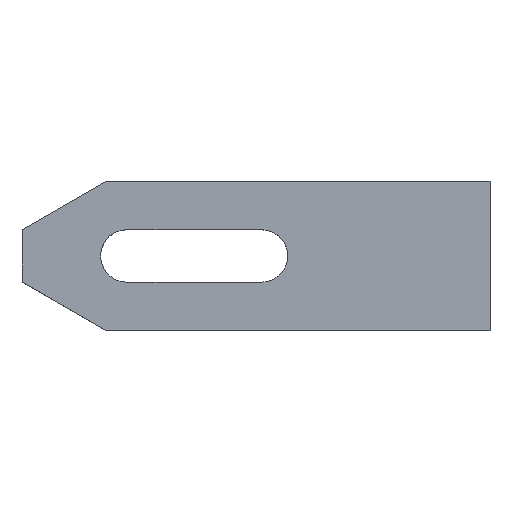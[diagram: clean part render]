
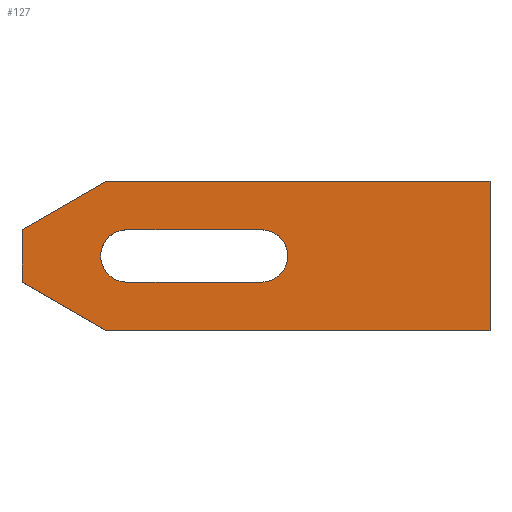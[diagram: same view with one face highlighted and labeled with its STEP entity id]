
A CAD part, top view. The second image highlights one B-rep face of the part: STEP entity #127.
In plain terms, the highlighted planar face has unit normal (0, 0, 1).
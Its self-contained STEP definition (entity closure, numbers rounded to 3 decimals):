
#93=VERTEX_POINT('',#237);
#97=EDGE_CURVE('',#139,#191,#241,.T.);
#101=VERTEX_POINT('',#245);
#117=VERTEX_POINT('',#262);
#119=EDGE_CURVE('',#93,#117,#264,.T.);
#127=ADVANCED_FACE('',(#272,#273),#274,.T.);
#131=EDGE_CURVE('',#101,#205,#278,.T.);
#133=EDGE_CURVE('',#169,#139,#280,.T.);
#139=VERTEX_POINT('',#287);
#159=EDGE_CURVE('',#199,#189,#309,.T.);
#163=EDGE_CURVE('',#189,#101,#313,.T.);
#167=EDGE_CURVE('',#191,#93,#317,.T.);
#169=VERTEX_POINT('',#319);
#171=EDGE_CURVE('',#201,#169,#321,.T.);
#187=EDGE_CURVE('',#205,#199,#341,.T.);
#189=VERTEX_POINT('',#343);
#191=VERTEX_POINT('',#345);
#193=EDGE_CURVE('',#117,#201,#347,.T.);
#199=VERTEX_POINT('',#355);
#201=VERTEX_POINT('',#357);
#205=VERTEX_POINT('',#361);
#237=CARTESIAN_POINT('',(22.517,-20.0,20.0));
#241=LINE('',#389,#390);
#245=CARTESIAN_POINT('',(64.0,-7.0,20.0));
#262=CARTESIAN_POINT('',(0.,-7.0,20.0));
#264=LINE('',#424,#425);
#272=FACE_BOUND('',#435,.T.);
#273=FACE_OUTER_BOUND('',#436,.T.);
#274=PLANE('',#437);
#278=LINE('',#444,#445);
#280=LINE('',#448,#449);
#287=CARTESIAN_POINT('',(125.0,20.0,20.0));
#309=LINE('',#489,#490);
#313=CIRCLE('',#495,7.0);
#317=LINE('',#500,#501);
#319=CARTESIAN_POINT('',(22.517,20.0,20.0));
#321=LINE('',#506,#507);
#341=CIRCLE('',#534,7.0);
#343=CARTESIAN_POINT('',(64.0,7.0,20.0));
#345=CARTESIAN_POINT('',(125.0,-20.0,20.0));
#347=LINE('',#541,#542);
#355=CARTESIAN_POINT('',(28.0,7.0,20.0));
#357=CARTESIAN_POINT('',(0.,7.0,20.0));
#361=CARTESIAN_POINT('',(28.0,-7.0,20.0));
#389=CARTESIAN_POINT('',(125.0,-20.0,20.0));
#390=VECTOR('',#588,1.0);
#424=CARTESIAN_POINT('',(0.,-7.0,20.0));
#425=VECTOR('',#607,1.0);
#435=EDGE_LOOP('',(#610,#611,#612,#613));
#436=EDGE_LOOP('',(#614,#615,#616,#617,#618,#619));
#437=AXIS2_PLACEMENT_3D('',#620,#621,#622);
#444=CARTESIAN_POINT('',(65.289,-7.0,20.0));
#445=VECTOR('',#624,1.0);
#448=CARTESIAN_POINT('',(125.0,20.0,20.0));
#449=VECTOR('',#625,1.0);
#489=CARTESIAN_POINT('',(47.289,7.0,20.0));
#490=VECTOR('',#655,1.0);
#495=AXIS2_PLACEMENT_3D('',#656,#657,#658);
#500=CARTESIAN_POINT('',(22.517,-20.0,20.0));
#501=VECTOR('',#659,1.0);
#506=CARTESIAN_POINT('',(22.517,20.0,20.0));
#507=VECTOR('',#660,1.0);
#534=AXIS2_PLACEMENT_3D('',#694,#695,#696);
#541=CARTESIAN_POINT('',(0.,7.0,20.0));
#542=VECTOR('',#697,1.0);
#588=DIRECTION('',(0.0,-1.0,0.0));
#607=DIRECTION('',(-0.866,0.5,0.0));
#610=ORIENTED_EDGE('',*,*,#187,.T.);
#611=ORIENTED_EDGE('',*,*,#159,.T.);
#612=ORIENTED_EDGE('',*,*,#163,.T.);
#613=ORIENTED_EDGE('',*,*,#131,.T.);
#614=ORIENTED_EDGE('',*,*,#167,.F.);
#615=ORIENTED_EDGE('',*,*,#97,.F.);
#616=ORIENTED_EDGE('',*,*,#133,.F.);
#617=ORIENTED_EDGE('',*,*,#171,.F.);
#618=ORIENTED_EDGE('',*,*,#193,.F.);
#619=ORIENTED_EDGE('',*,*,#119,.F.);
#620=CARTESIAN_POINT('',(66.578,0.,20.0));
#621=DIRECTION('',(0.0,0.0,1.0));
#622=DIRECTION('',(1.0,0.0,0.0));
#624=DIRECTION('',(-1.0,0.0,0.0));
#625=DIRECTION('',(1.0,0.0,0.0));
#655=DIRECTION('',(1.0,0.0,0.0));
#656=CARTESIAN_POINT('',(64.0,0.0,20.0));
#657=DIRECTION('',(0.0,0.0,-1.0));
#658=DIRECTION('',(0.0,1.0,0.0));
#659=DIRECTION('',(-1.0,0.0,0.0));
#660=DIRECTION('',(0.866,0.5,0.0));
#694=CARTESIAN_POINT('',(28.0,0.0,20.0));
#695=DIRECTION('',(0.0,0.0,-1.0));
#696=DIRECTION('',(0.0,-1.0,0.0));
#697=DIRECTION('',(0.0,1.0,0.0));
